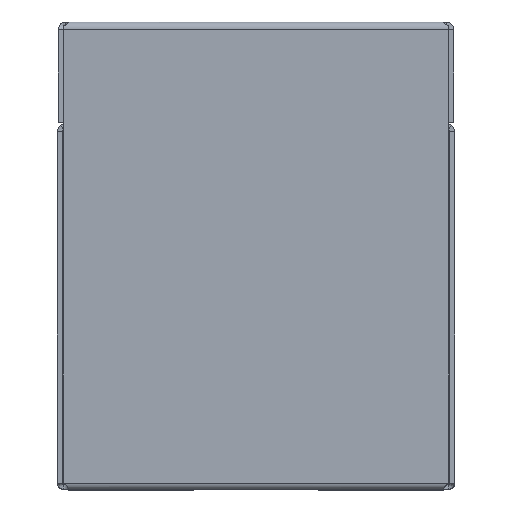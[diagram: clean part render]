
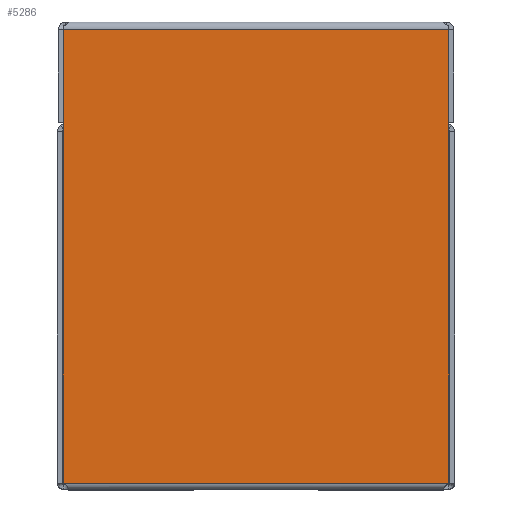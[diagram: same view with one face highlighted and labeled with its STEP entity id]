
A CAD part, top view. The second image highlights one B-rep face of the part: STEP entity #5286.
In plain terms, the highlighted planar face has unit normal (0, 0, 1).
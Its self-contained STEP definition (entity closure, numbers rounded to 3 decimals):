
#180=PLANE('',#5676);
#416=FACE_OUTER_BOUND('',#731,.T.);
#731=EDGE_LOOP('',(#3899,#3900,#3901,#3902));
#1175=LINE('',#8119,#1752);
#1176=LINE('',#8121,#1753);
#1177=LINE('',#8123,#1754);
#1178=LINE('',#8124,#1755);
#1752=VECTOR('',#6465,1000.);
#1753=VECTOR('',#6466,1000.);
#1754=VECTOR('',#6467,1000.);
#1755=VECTOR('',#6468,1000.);
#2497=VERTEX_POINT('',#8117);
#2498=VERTEX_POINT('',#8118);
#2499=VERTEX_POINT('',#8120);
#2500=VERTEX_POINT('',#8122);
#3026=EDGE_CURVE('',#2497,#2498,#1175,.T.);
#3027=EDGE_CURVE('',#2497,#2499,#1176,.T.);
#3028=EDGE_CURVE('',#2499,#2500,#1177,.T.);
#3029=EDGE_CURVE('',#2498,#2500,#1178,.T.);
#3899=ORIENTED_EDGE('',*,*,#3026,.F.);
#3900=ORIENTED_EDGE('',*,*,#3027,.T.);
#3901=ORIENTED_EDGE('',*,*,#3028,.T.);
#3902=ORIENTED_EDGE('',*,*,#3029,.F.);
#5286=ADVANCED_FACE('',(#416),#180,.F.);
#5676=AXIS2_PLACEMENT_3D('',#8116,#6463,#6464);
#6463=DIRECTION('center_axis',(0.,0.,
-1.));
#6464=DIRECTION('ref_axis',(0.,1.,0.));
#6465=DIRECTION('',(-1.,0.,0.));
#6466=DIRECTION('',(0.,1.,0.));
#6467=DIRECTION('',(-1.,0.,0.));
#6468=DIRECTION('',(0.,1.,0.));
#8116=CARTESIAN_POINT('Origin',(4.43,-14.634,13.2));
#8117=CARTESIAN_POINT('',(12.094,-14.384,13.2));
#8118=CARTESIAN_POINT('',(-3.235,-14.384,13.2));
#8119=CARTESIAN_POINT('',(-3.47,-14.384,13.2));
#8120=CARTESIAN_POINT('',(12.094,3.666,13.2));
#8121=CARTESIAN_POINT('',(12.094,-14.634,13.2));
#8122=CARTESIAN_POINT('',(-3.235,3.666,13.2));
#8123=CARTESIAN_POINT('',(12.094,3.666,13.2));
#8124=CARTESIAN_POINT('',(-3.235,-14.434,13.2));
